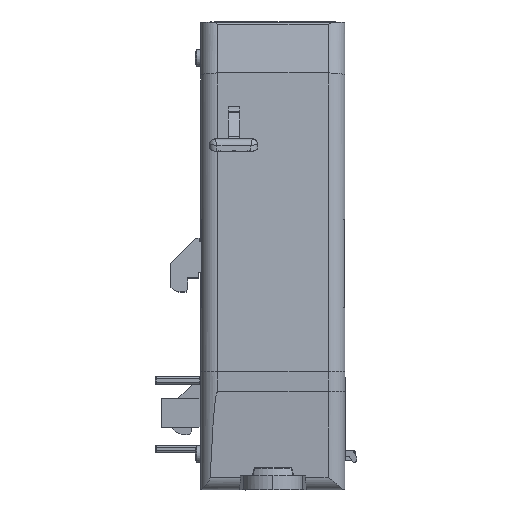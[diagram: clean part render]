
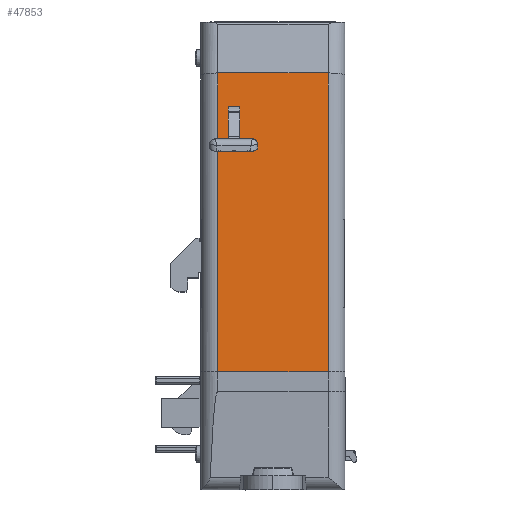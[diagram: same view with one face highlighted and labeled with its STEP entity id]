
A CAD part, front view. The second image highlights one B-rep face of the part: STEP entity #47853.
In plain terms, the highlighted planar face has unit normal (0, -0.999, 0.044).
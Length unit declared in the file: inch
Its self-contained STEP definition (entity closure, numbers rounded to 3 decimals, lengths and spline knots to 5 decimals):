
#79 = CARTESIAN_POINT ( 'NONE',  ( 0.63541, -1.73772, -0.26054 ) ) ;
#970 = ORIENTED_EDGE ( 'NONE', *, *, #114708, .F. ) ;
#2324 = DIRECTION ( 'NONE',  ( 0., -0.044, -0.999 ) ) ;
#4055 = CARTESIAN_POINT ( 'NONE',  ( -0.09629, -1.92586, -4.56957 ) ) ;
#7651 = AXIS2_PLACEMENT_3D ( 'NONE', #92066, #167203, #105162 ) ;
#10110 = LINE ( 'NONE', #59073, #143108 ) ;
#19537 = VECTOR ( 'NONE', #118407, 39.37008 ) ;
#21268 = ORIENTED_EDGE ( 'NONE', *, *, #59550, .F. ) ;
#38451 = LINE ( 'NONE', #121436, #71136 ) ;
#40018 = FACE_OUTER_BOUND ( 'NONE', #155095, .T. ) ;
#40375 = CARTESIAN_POINT ( 'NONE',  ( 0.51828, -1.73772, -0.26054 ) ) ;
#42014 = ORIENTED_EDGE ( 'NONE', *, *, #108345, .T. ) ;
#43237 = LINE ( 'NONE', #71956, #162223 ) ;
#45228 = VERTEX_POINT ( 'NONE', #68570 ) ;
#47853 = ADVANCED_FACE ( 'NONE', ( #40018, #116992 ), #151578, .T. ) ;
#53732 = CARTESIAN_POINT ( 'NONE',  ( -0.09629, -1.74776, -0.49051 ) ) ;
#56407 = CARTESIAN_POINT ( 'NONE',  ( -0.24746, -1.82827, -2.33452 ) ) ;
#59073 = CARTESIAN_POINT ( 'NONE',  ( -0.17505, -1.92586, -4.56957 ) ) ;
#59126 = LINE ( 'NONE', #148542, #19537 ) ;
#59550 = EDGE_CURVE ( 'NONE', #45228, #82755, #38451, .T. ) ;
#61336 = DIRECTION ( 'NONE',  ( 0., -0.044, -0.999 ) ) ;
#62737 = DIRECTION ( 'NONE',  ( -1., 0., 0. ) ) ;
#63510 = DIRECTION ( 'NONE',  ( 0., 0.044, 0.999 ) ) ;
#68570 = CARTESIAN_POINT ( 'NONE',  ( 0.51828, -1.82827, -2.33452 ) ) ;
#71136 = VECTOR ( 'NONE', #62737, 39.37008 ) ;
#71956 = CARTESIAN_POINT ( 'NONE',  ( -0.24746, -1.82827, -2.33452 ) ) ;
#75561 = DIRECTION ( 'NONE',  ( -1., 0., 0. ) ) ;
#82232 = ORIENTED_EDGE ( 'NONE', *, *, #110703, .T. ) ;
#82422 = EDGE_CURVE ( 'NONE', #145861, #94409, #89056, .T. ) ;
#82755 = VERTEX_POINT ( 'NONE', #56407 ) ;
#83483 = CARTESIAN_POINT ( 'NONE',  ( -0.17505, -1.74776, -0.49051 ) ) ;
#89056 = LINE ( 'NONE', #4055, #156720 ) ;
#91066 = VERTEX_POINT ( 'NONE', #176508 ) ;
#91500 = LINE ( 'NONE', #138547, #164073 ) ;
#92066 = CARTESIAN_POINT ( 'NONE',  ( 0.63541, -1.92586, -4.56957 ) ) ;
#94409 = VERTEX_POINT ( 'NONE', #182203 ) ;
#105162 = DIRECTION ( 'NONE',  ( 0., -0.044, -0.999 ) ) ;
#108345 = EDGE_CURVE ( 'NONE', #45228, #134925, #91500, .T. ) ;
#108418 = DIRECTION ( 'NONE',  ( 0., 0.044, 0.999 ) ) ;
#109819 = EDGE_CURVE ( 'NONE', #145861, #190304, #162924, .T. ) ;
#110703 = EDGE_CURVE ( 'NONE', #133874, #82755, #43237, .T. ) ;
#114708 = EDGE_CURVE ( 'NONE', #91066, #94409, #59126, .T. ) ;
#116992 = FACE_BOUND ( 'NONE', #171216, .T. ) ;
#118407 = DIRECTION ( 'NONE',  ( 1., 0., 0. ) ) ;
#121436 = CARTESIAN_POINT ( 'NONE',  ( 0.63541, -1.82827, -2.33452 ) ) ;
#123209 = VECTOR ( 'NONE', #183063, 39.37008 ) ;
#130238 = ORIENTED_EDGE ( 'NONE', *, *, #82422, .T. ) ;
#131798 = ORIENTED_EDGE ( 'NONE', *, *, #152525, .T. ) ;
#133874 = VERTEX_POINT ( 'NONE', #158794 ) ;
#134925 = VERTEX_POINT ( 'NONE', #40375 ) ;
#136270 = CARTESIAN_POINT ( 'NONE',  ( -0.13567, -1.74776, -0.49051 ) ) ;
#138547 = CARTESIAN_POINT ( 'NONE',  ( 0.51828, -1.92586, -4.56957 ) ) ;
#143108 = VECTOR ( 'NONE', #63510, 39.37008 ) ;
#145845 = ORIENTED_EDGE ( 'NONE', *, *, #109819, .F. ) ;
#145861 = VERTEX_POINT ( 'NONE', #53732 ) ;
#146488 = VECTOR ( 'NONE', #75561, 39.37008 ) ;
#148542 = CARTESIAN_POINT ( 'NONE',  ( 0.63541, -1.75976, -0.76539 ) ) ;
#151130 = LINE ( 'NONE', #79, #146488 ) ;
#151578 = PLANE ( 'NONE',  #7651 ) ;
#152525 = EDGE_CURVE ( 'NONE', #91066, #190304, #10110, .T. ) ;
#155095 = EDGE_LOOP ( 'NONE', ( #21268, #42014, #174532, #82232 ) ) ;
#156720 = VECTOR ( 'NONE', #61336, 39.37008 ) ;
#158794 = CARTESIAN_POINT ( 'NONE',  ( -0.24746, -1.73772, -0.26054 ) ) ;
#162223 = VECTOR ( 'NONE', #2324, 39.37008 ) ;
#162924 = LINE ( 'NONE', #136270, #123209 ) ;
#164073 = VECTOR ( 'NONE', #108418, 39.37008 ) ;
#167203 = DIRECTION ( 'NONE',  ( 0., -0.999, 0.044 ) ) ;
#171216 = EDGE_LOOP ( 'NONE', ( #145845, #130238, #970, #131798 ) ) ;
#174532 = ORIENTED_EDGE ( 'NONE', *, *, #180061, .T. ) ;
#176508 = CARTESIAN_POINT ( 'NONE',  ( -0.17505, -1.75976, -0.76539 ) ) ;
#180061 = EDGE_CURVE ( 'NONE', #134925, #133874, #151130, .T. ) ;
#182203 = CARTESIAN_POINT ( 'NONE',  ( -0.09629, -1.75976, -0.76539 ) ) ;
#183063 = DIRECTION ( 'NONE',  ( -1., 0., 0. ) ) ;
#190304 = VERTEX_POINT ( 'NONE', #83483 ) ;
